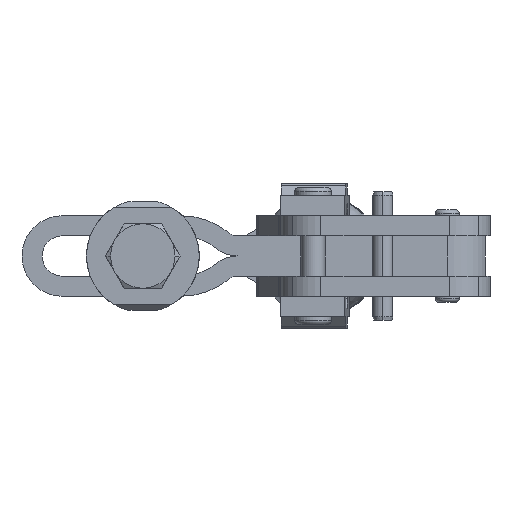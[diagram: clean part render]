
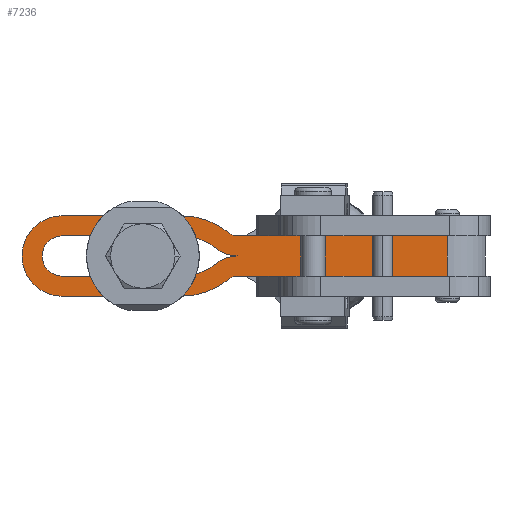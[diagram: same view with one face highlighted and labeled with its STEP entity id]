
A CAD part, front view. The second image highlights one B-rep face of the part: STEP entity #7236.
In plain terms, the highlighted planar face has unit normal (0, -1, 0).
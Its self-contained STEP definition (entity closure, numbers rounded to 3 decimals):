
#6810=CARTESIAN_POINT('',(-6.351,15.995,-14.159));
#6811=VERTEX_POINT('',#6810);
#6818=CARTESIAN_POINT('',(-5.399,15.995,-14.5));
#6819=VERTEX_POINT('',#6818);
#6820=CARTESIAN_POINT('',(-5.399,15.995,-13.));
#6821=DIRECTION('',(0.,1.,0.));
#6822=DIRECTION('',(1.,0.,0.));
#6823=AXIS2_PLACEMENT_3D('',#6820,#6821,#6822);
#6824=CIRCLE('',#6823,1.5);
#6825=EDGE_CURVE('',#6819,#6811,#6824,.T.);
#6841=CARTESIAN_POINT('',(20.701,16.,-14.5));
#6842=VERTEX_POINT('',#6841);
#6893=CARTESIAN_POINT('',(20.701,16.,-14.5));
#6894=DIRECTION('',(-1.,0.,0.));
#6895=VECTOR('',#6894,26.1);
#6896=LINE('',#6893,#6895);
#6897=EDGE_CURVE('',#6842,#6819,#6896,.T.);
#7087=CARTESIAN_POINT('',(-12.383,15.994,-12.));
#7088=VERTEX_POINT('',#7087);
#7095=CARTESIAN_POINT('',(-12.383,15.994,-21.506));
#7096=DIRECTION('',(0.,-1.,0.));
#7097=DIRECTION('',(1.,0.,0.));
#7098=AXIS2_PLACEMENT_3D('',#7095,#7096,#7097);
#7099=CIRCLE('',#7098,9.506);
#7100=EDGE_CURVE('',#6811,#7088,#7099,.T.);
#7106=CARTESIAN_POINT('',(-27.099,15.991,-17.));
#7107=DIRECTION('',(0.,1.,0.));
#7108=DIRECTION('',(0.0,0.0,1.0));
#7109=AXIS2_PLACEMENT_3D('',#7106,#7107,#7108);
#7110=PLANE('',#7109);
#7111=CARTESIAN_POINT('',(-27.099,15.991,-12.));
#7112=VERTEX_POINT('',#7111);
#7113=CARTESIAN_POINT('',(-12.383,15.994,-12.));
#7114=DIRECTION('',(-1.,0.,0.));
#7115=VECTOR('',#7114,14.716);
#7116=LINE('',#7113,#7115);
#7117=EDGE_CURVE('',#7088,#7112,#7116,.T.);
#7118=ORIENTED_EDGE('',*,*,#7117,.T.);
#7119=CARTESIAN_POINT('',(-27.099,15.991,-22.));
#7120=VERTEX_POINT('',#7119);
#7121=CARTESIAN_POINT('',(-27.099,15.991,-17.));
#7122=DIRECTION('',(0.,1.,0.));
#7123=DIRECTION('',(1.,0.,0.));
#7124=AXIS2_PLACEMENT_3D('',#7121,#7122,#7123);
#7125=CIRCLE('',#7124,5.);
#7126=EDGE_CURVE('',#7120,#7112,#7125,.T.);
#7127=ORIENTED_EDGE('',*,*,#7126,.F.);
#7128=CARTESIAN_POINT('',(-12.383,15.994,-22.));
#7129=VERTEX_POINT('',#7128);
#7130=CARTESIAN_POINT('',(-12.383,15.994,-22.));
#7131=DIRECTION('',(-1.,0.,0.));
#7132=VECTOR('',#7131,14.716);
#7133=LINE('',#7130,#7132);
#7134=EDGE_CURVE('',#7129,#7120,#7133,.T.);
#7135=ORIENTED_EDGE('',*,*,#7134,.F.);
#7136=CARTESIAN_POINT('',(-6.351,15.995,-19.841));
#7137=VERTEX_POINT('',#7136);
#7138=CARTESIAN_POINT('',(-12.383,15.994,-12.494));
#7139=DIRECTION('',(0.,1.,0.));
#7140=DIRECTION('',(1.,0.,0.));
#7141=AXIS2_PLACEMENT_3D('',#7138,#7139,#7140);
#7142=CIRCLE('',#7141,9.506);
#7143=EDGE_CURVE('',#7137,#7129,#7142,.T.);
#7144=ORIENTED_EDGE('',*,*,#7143,.F.);
#7145=CARTESIAN_POINT('',(-5.399,15.995,-19.5));
#7146=VERTEX_POINT('',#7145);
#7147=CARTESIAN_POINT('',(-5.399,15.995,-21.));
#7148=DIRECTION('',(0.,-1.,0.));
#7149=DIRECTION('',(1.,0.,0.));
#7150=AXIS2_PLACEMENT_3D('',#7147,#7148,#7149);
#7151=CIRCLE('',#7150,1.5);
#7152=EDGE_CURVE('',#7146,#7137,#7151,.T.);
#7153=ORIENTED_EDGE('',*,*,#7152,.F.);
#7154=CARTESIAN_POINT('',(20.701,16.,-19.5));
#7155=VERTEX_POINT('',#7154);
#7156=CARTESIAN_POINT('',(20.701,16.,-19.5));
#7157=DIRECTION('',(-1.,0.,0.));
#7158=VECTOR('',#7157,26.1);
#7159=LINE('',#7156,#7158);
#7160=EDGE_CURVE('',#7155,#7146,#7159,.T.);
#7161=ORIENTED_EDGE('',*,*,#7160,.F.);
#7162=CARTESIAN_POINT('',(20.701,16.,-19.5));
#7163=DIRECTION('',(0.0,0.0,1.0));
#7164=VECTOR('',#7163,5.);
#7165=LINE('',#7162,#7164);
#7166=EDGE_CURVE('',#7155,#6842,#7165,.T.);
#7167=ORIENTED_EDGE('',*,*,#7166,.T.);
#7168=ORIENTED_EDGE('',*,*,#6897,.T.);
#7169=ORIENTED_EDGE('',*,*,#6825,.T.);
#7170=ORIENTED_EDGE('',*,*,#7100,.T.);
#7171=EDGE_LOOP('',(#7118,#7127,#7135,#7144,#7153,#7161,#7167,#7168,#7169,#7170));
#7172=FACE_OUTER_BOUND('',#7171,.T.);
#7173=CARTESIAN_POINT('',(-27.099,15.991,-19.5));
#7174=VERTEX_POINT('',#7173);
#7175=CARTESIAN_POINT('',(-27.099,15.991,-14.5));
#7176=VERTEX_POINT('',#7175);
#7177=CARTESIAN_POINT('',(-27.099,15.991,-17.));
#7178=DIRECTION('',(0.,1.,0.0));
#7179=DIRECTION('',(0.0,0.0,1.0));
#7180=AXIS2_PLACEMENT_3D('',#7177,#7178,#7179);
#7181=CIRCLE('',#7180,2.5);
#7182=EDGE_CURVE('',#7174,#7176,#7181,.T.);
#7183=ORIENTED_EDGE('',*,*,#7182,.T.);
#7184=CARTESIAN_POINT('',(-12.383,15.994,-14.5));
#7185=VERTEX_POINT('',#7184);
#7186=CARTESIAN_POINT('',(-12.383,15.994,-14.5));
#7187=DIRECTION('',(-1.,0.,0.));
#7188=VECTOR('',#7187,14.716);
#7189=LINE('',#7186,#7188);
#7190=EDGE_CURVE('',#7185,#7176,#7189,.T.);
#7191=ORIENTED_EDGE('',*,*,#7190,.F.);
#7192=CARTESIAN_POINT('',(-7.937,15.995,-16.091));
#7193=VERTEX_POINT('',#7192);
#7194=CARTESIAN_POINT('',(-12.383,15.994,-21.506));
#7195=DIRECTION('',(0.,-1.,0.0));
#7196=DIRECTION('',(0.0,0.0,-1.0));
#7197=AXIS2_PLACEMENT_3D('',#7194,#7195,#7196);
#7198=CIRCLE('',#7197,7.006);
#7199=EDGE_CURVE('',#7193,#7185,#7198,.T.);
#7200=ORIENTED_EDGE('',*,*,#7199,.F.);
#7201=CARTESIAN_POINT('',(-5.399,15.995,-17.));
#7202=VERTEX_POINT('',#7201);
#7203=CARTESIAN_POINT('',(-5.399,15.995,-13.));
#7204=DIRECTION('',(0.,1.,0.0));
#7205=DIRECTION('',(0.0,0.0,-1.0));
#7206=AXIS2_PLACEMENT_3D('',#7203,#7204,#7205);
#7207=CIRCLE('',#7206,4.0);
#7208=EDGE_CURVE('',#7202,#7193,#7207,.T.);
#7209=ORIENTED_EDGE('',*,*,#7208,.F.);
#7210=CARTESIAN_POINT('',(-7.937,15.995,-17.909));
#7211=VERTEX_POINT('',#7210);
#7212=CARTESIAN_POINT('',(-5.399,15.995,-21.));
#7213=DIRECTION('',(0.,-1.,0.0));
#7214=DIRECTION('',(0.0,0.0,1.0));
#7215=AXIS2_PLACEMENT_3D('',#7212,#7213,#7214);
#7216=CIRCLE('',#7215,4.0);
#7217=EDGE_CURVE('',#7202,#7211,#7216,.T.);
#7218=ORIENTED_EDGE('',*,*,#7217,.T.);
#7219=CARTESIAN_POINT('',(-12.383,15.994,-19.5));
#7220=VERTEX_POINT('',#7219);
#7221=CARTESIAN_POINT('',(-12.383,15.994,-12.494));
#7222=DIRECTION('',(0.,1.,0.0));
#7223=DIRECTION('',(0.0,0.0,1.0));
#7224=AXIS2_PLACEMENT_3D('',#7221,#7222,#7223);
#7225=CIRCLE('',#7224,7.006);
#7226=EDGE_CURVE('',#7211,#7220,#7225,.T.);
#7227=ORIENTED_EDGE('',*,*,#7226,.T.);
#7228=CARTESIAN_POINT('',(-12.383,15.994,-19.5));
#7229=DIRECTION('',(-1.,0.,0.));
#7230=VECTOR('',#7229,14.716);
#7231=LINE('',#7228,#7230);
#7232=EDGE_CURVE('',#7220,#7174,#7231,.T.);
#7233=ORIENTED_EDGE('',*,*,#7232,.T.);
#7234=EDGE_LOOP('',(#7183,#7191,#7200,#7209,#7218,#7227,#7233));
#7235=FACE_BOUND('',#7234,.T.);
#7236=ADVANCED_FACE('',(#7172,#7235),#7110,.F.);
